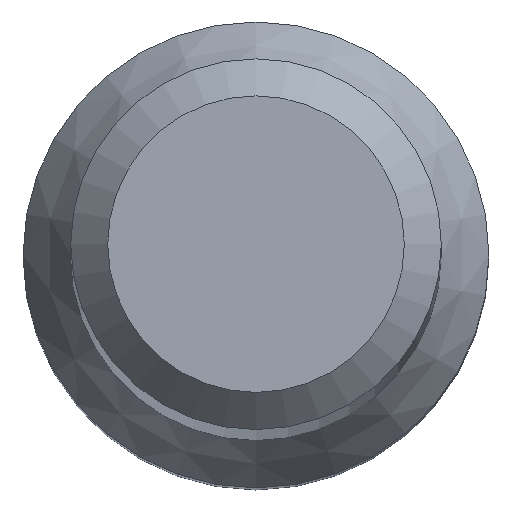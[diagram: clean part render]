
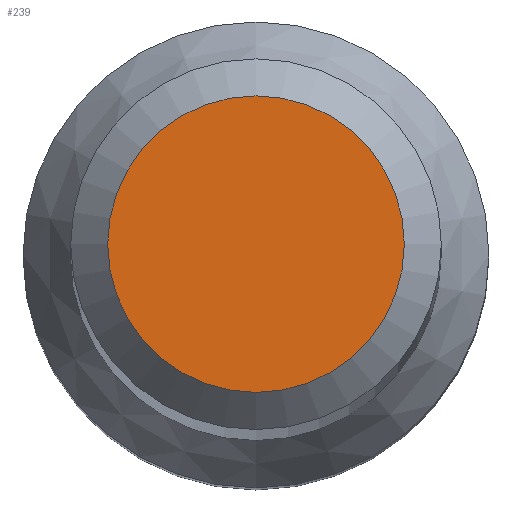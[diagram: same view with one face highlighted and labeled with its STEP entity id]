
A CAD part, top view. The second image highlights one B-rep face of the part: STEP entity #239.
In plain terms, the highlighted planar face has unit normal (0, 0, 1).
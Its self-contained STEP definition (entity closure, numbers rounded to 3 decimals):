
#13 = VERTEX_POINT ( 'NONE', #241 ) ;
#17 = EDGE_CURVE ( 'NONE', #13, #13, #145, .T. ) ;
#22 = DIRECTION ( 'NONE',  ( 0., 0., -1. ) ) ;
#31 = CARTESIAN_POINT ( 'NONE',  ( 0., 0., 80. ) ) ;
#37 = CARTESIAN_POINT ( 'NONE',  ( 0., 0., 80. ) ) ;
#77 = DIRECTION ( 'NONE',  ( 0., 1., 0. ) ) ;
#81 = ORIENTED_EDGE ( 'NONE', *, *, #17, .F. ) ;
#94 = EDGE_LOOP ( 'NONE', ( #81 ) ) ;
#104 = DIRECTION ( 'NONE',  ( 0., 0., 1. ) ) ;
#125 = FACE_OUTER_BOUND ( 'NONE', #94, .T. ) ;
#140 = AXIS2_PLACEMENT_3D ( 'NONE', #31, #104, #184 ) ;
#143 = PLANE ( 'NONE',  #140 ) ;
#145 = CIRCLE ( 'NONE', #237, 1.6 ) ;
#184 = DIRECTION ( 'NONE',  ( 0., -1., 0. ) ) ;
#237 = AXIS2_PLACEMENT_3D ( 'NONE', #37, #22, #77 ) ;
#239 = ADVANCED_FACE ( 'NONE', ( #125 ), #143, .T. ) ;
#241 = CARTESIAN_POINT ( 'NONE',  ( 0., 1.6, 80. ) ) ;
